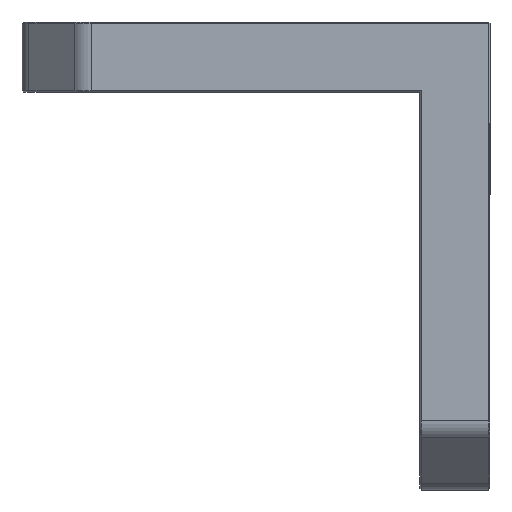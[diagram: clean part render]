
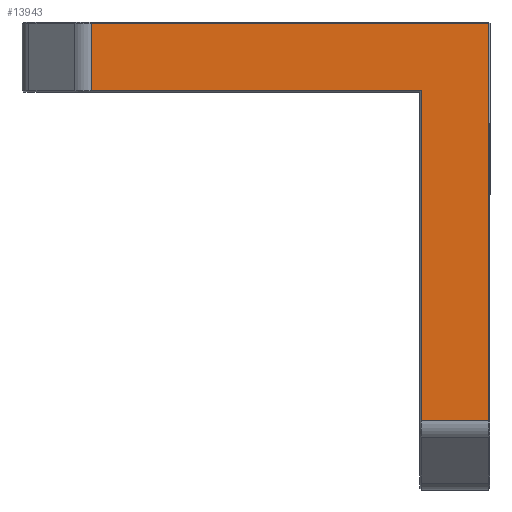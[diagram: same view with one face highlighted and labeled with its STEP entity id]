
A CAD part, left-side view. The second image highlights one B-rep face of the part: STEP entity #13943.
In plain terms, the highlighted planar face has unit normal (-1, 0, 0).
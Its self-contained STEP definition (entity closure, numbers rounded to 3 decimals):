
#38 = CARTESIAN_POINT ( 'NONE',  ( -16., 6., -10.08 ) ) ;
#169 = FACE_OUTER_BOUND ( 'NONE', #11722, .T. ) ;
#902 = VERTEX_POINT ( 'NONE', #11118 ) ;
#1047 = VECTOR ( 'NONE', #7617, 1000. ) ;
#1184 = CARTESIAN_POINT ( 'NONE',  ( -16., 5.875, 18.125 ) ) ;
#2098 = VECTOR ( 'NONE', #3463, 1000. ) ;
#2333 = ORIENTED_EDGE ( 'NONE', *, *, #14025, .T. ) ;
#2830 = CARTESIAN_POINT ( 'NONE',  ( -16., 34.08, 18.125 ) ) ;
#2938 = CARTESIAN_POINT ( 'NONE',  ( -16., 5.875, -10.08 ) ) ;
#3154 = CARTESIAN_POINT ( 'NONE',  ( -16., 34.08, 18. ) ) ;
#3463 = DIRECTION ( 'NONE',  ( 0., 0., -1. ) ) ;
#3488 = CARTESIAN_POINT ( 'NONE',  ( -16., 6., 23.875 ) ) ;
#4094 = LINE ( 'NONE', #5351, #1047 ) ;
#4432 = DIRECTION ( 'NONE',  ( 1., 0., 0. ) ) ;
#4454 = ORIENTED_EDGE ( 'NONE', *, *, #9358, .T. ) ;
#5166 = LINE ( 'NONE', #8202, #2098 ) ;
#5351 = CARTESIAN_POINT ( 'NONE',  ( -16., 0.125, 0. ) ) ;
#5531 = DIRECTION ( 'NONE',  ( 0., 0., -1. ) ) ;
#5573 = EDGE_CURVE ( 'NONE', #6818, #12257, #8819, .T. ) ;
#6019 = LINE ( 'NONE', #3488, #13579 ) ;
#6491 = DIRECTION ( 'NONE',  ( 0., 0., -1. ) ) ;
#6649 = PLANE ( 'NONE',  #7476 ) ;
#6818 = VERTEX_POINT ( 'NONE', #2830 ) ;
#7223 = VECTOR ( 'NONE', #13855, 1000. ) ;
#7476 = AXIS2_PLACEMENT_3D ( 'NONE', #7793, #4432, #5531 ) ;
#7535 = CARTESIAN_POINT ( 'NONE',  ( -16., 0.125, 23.875 ) ) ;
#7617 = DIRECTION ( 'NONE',  ( 0., 0., 1. ) ) ;
#7734 = VECTOR ( 'NONE', #6491, 1000. ) ;
#7774 = EDGE_CURVE ( 'NONE', #11621, #902, #11872, .T. ) ;
#7793 = CARTESIAN_POINT ( 'NONE',  ( -16., 6., 0. ) ) ;
#8193 = VERTEX_POINT ( 'NONE', #13729 ) ;
#8202 = CARTESIAN_POINT ( 'NONE',  ( -16., 5.875, 0. ) ) ;
#8459 = VERTEX_POINT ( 'NONE', #7535 ) ;
#8819 = LINE ( 'NONE', #13091, #9541 ) ;
#9358 = EDGE_CURVE ( 'NONE', #902, #8459, #4094, .T. ) ;
#9362 = LINE ( 'NONE', #3154, #7734 ) ;
#9541 = VECTOR ( 'NONE', #13146, 1000. ) ;
#10127 = ORIENTED_EDGE ( 'NONE', *, *, #11215, .T. ) ;
#10769 = ORIENTED_EDGE ( 'NONE', *, *, #5573, .T. ) ;
#11118 = CARTESIAN_POINT ( 'NONE',  ( -16., 0.125, -10.08 ) ) ;
#11215 = EDGE_CURVE ( 'NONE', #8459, #8193, #6019, .T. ) ;
#11348 = ORIENTED_EDGE ( 'NONE', *, *, #7774, .T. ) ;
#11621 = VERTEX_POINT ( 'NONE', #2938 ) ;
#11722 = EDGE_LOOP ( 'NONE', ( #11348, #4454, #10127, #14243, #10769, #2333 ) ) ;
#11872 = LINE ( 'NONE', #38, #7223 ) ;
#12257 = VERTEX_POINT ( 'NONE', #1184 ) ;
#12573 = DIRECTION ( 'NONE',  ( 0., 1., 0. ) ) ;
#12597 = EDGE_CURVE ( 'NONE', #8193, #6818, #9362, .T. ) ;
#13091 = CARTESIAN_POINT ( 'NONE',  ( -16., 6., 18.125 ) ) ;
#13146 = DIRECTION ( 'NONE',  ( 0., -1., 0. ) ) ;
#13579 = VECTOR ( 'NONE', #12573, 1000. ) ;
#13729 = CARTESIAN_POINT ( 'NONE',  ( -16., 34.08, 23.875 ) ) ;
#13855 = DIRECTION ( 'NONE',  ( 0., -1., 0. ) ) ;
#13943 = ADVANCED_FACE ( 'NONE', ( #169 ), #6649, .F. ) ;
#14025 = EDGE_CURVE ( 'NONE', #12257, #11621, #5166, .T. ) ;
#14243 = ORIENTED_EDGE ( 'NONE', *, *, #12597, .T. ) ;
